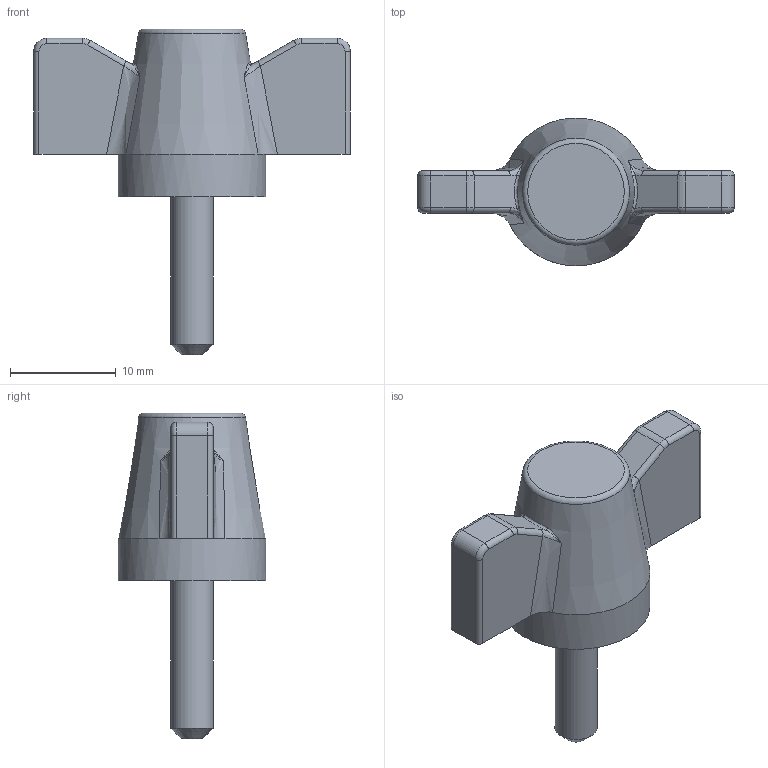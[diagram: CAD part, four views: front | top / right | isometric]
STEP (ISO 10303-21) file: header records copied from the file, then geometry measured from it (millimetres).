
FILE_DESCRIPTION( ( 'Unknown' ), '1' );
FILE_NAME( '7116006_GP30_M04x15.stp', 'Unknown', ( 'Unknown' ), ( 'Unknown' ), 'PSStep 11.0', 'Unknown', ' ' );
FILE_SCHEMA( ( 'AUTOMOTIVE_DESIGN { 1 0 10303 214 1 1 1 1 }' ) );
Length unit declared in the file: millimetre
Products named in the file (1): 1
Bounding box: 30 x 14 x 30.87 mm (x, y, z)
Volume: 2898.1 mm3; surface area: 1548.3 mm2
Topology: 1 solids, 1 shells, 58 faces, 137 edges, 78 vertices
Faces by surface type: cylinder 18, plane 15, bspline 14, torus 9, cone 2
Full cylindrical faces by diameter (mm): 4 x1, 14 x1
Entity records: 3366 total; most frequent: CARTESIAN_POINT 1703, ORIENTED_EDGE 248, DIRECTION 240, EDGE_CURVE 124, AXIS2_PLACEMENT_3D 101, VERTEX_POINT 74, EDGE_LOOP 64, FACE_OUTER_BOUND 61
